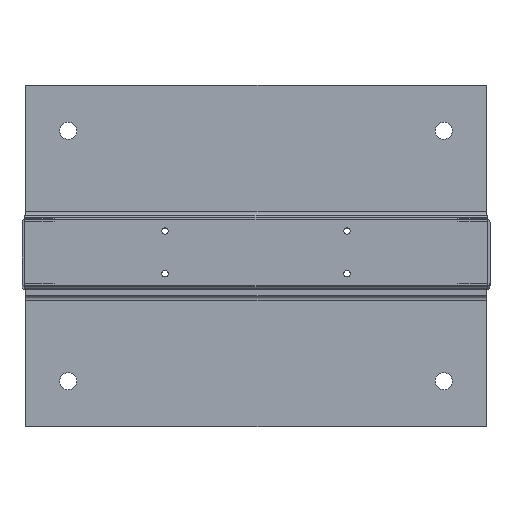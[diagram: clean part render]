
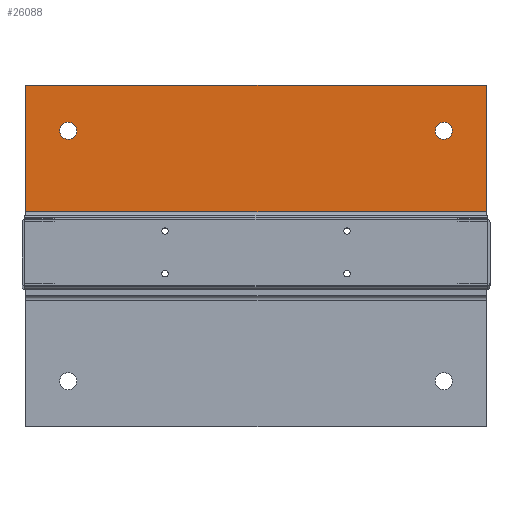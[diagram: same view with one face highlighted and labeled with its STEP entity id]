
A CAD part, top view. The second image highlights one B-rep face of the part: STEP entity #26088.
In plain terms, the highlighted planar face has unit normal (0, 0, 1).
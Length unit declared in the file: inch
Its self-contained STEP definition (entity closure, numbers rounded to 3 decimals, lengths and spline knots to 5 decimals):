
#99 = ORIENTED_EDGE ( 'NONE', *, *, #21962, .T. ) ;
#610 = LINE ( 'NONE', #15636, #38154 ) ;
#2430 = EDGE_CURVE ( 'NONE', #9378, #3416, #610, .T. ) ;
#3416 = VERTEX_POINT ( 'NONE', #13604 ) ;
#4208 = CARTESIAN_POINT ( 'NONE',  ( 8.25, 5.5, -44.7815 ) ) ;
#5009 = AXIS2_PLACEMENT_3D ( 'NONE', #4208, #16857, #12970 ) ;
#7818 = EDGE_CURVE ( 'NONE', #9378, #39553, #48273, .T. ) ;
#8126 = CARTESIAN_POINT ( 'NONE',  ( -8.25, 5.875, -44.7815 ) ) ;
#8826 = DIRECTION ( 'NONE',  ( 0., -1., 0. ) ) ;
#9378 = VERTEX_POINT ( 'NONE', #25042 ) ;
#9552 = VECTOR ( 'NONE', #8826, 39.37008 ) ;
#10012 = EDGE_LOOP ( 'NONE', ( #99 ) ) ;
#12059 = DIRECTION ( 'NONE',  ( -1., 0., 0. ) ) ;
#12970 = DIRECTION ( 'NONE',  ( 0., 1., 0. ) ) ;
#13604 = CARTESIAN_POINT ( 'NONE',  ( 10.125, 1.938, -44.7815 ) ) ;
#13854 = ORIENTED_EDGE ( 'NONE', *, *, #2430, .F. ) ;
#15636 = CARTESIAN_POINT ( 'NONE',  ( 10.125, 1.5, -44.7815 ) ) ;
#15892 = VERTEX_POINT ( 'NONE', #8126 ) ;
#16394 = DIRECTION ( 'NONE',  ( 0., -1., 0. ) ) ;
#16786 = VERTEX_POINT ( 'NONE', #26212 ) ;
#16857 = DIRECTION ( 'NONE',  ( 0., 0., -1. ) ) ;
#17743 = ORIENTED_EDGE ( 'NONE', *, *, #7818, .T. ) ;
#17811 = CARTESIAN_POINT ( 'NONE',  ( -8.25, 5.5, -44.7815 ) ) ;
#18327 = DIRECTION ( 'NONE',  ( 0., 0., -1. ) ) ;
#20315 = EDGE_LOOP ( 'NONE', ( #36284 ) ) ;
#21962 = EDGE_CURVE ( 'NONE', #15892, #15892, #26128, .T. ) ;
#24046 = CARTESIAN_POINT ( 'NONE',  ( 8.25, 5.875, -44.7815 ) ) ;
#24223 = CARTESIAN_POINT ( 'NONE',  ( 10.125, 7.5, -44.7815 ) ) ;
#25042 = CARTESIAN_POINT ( 'NONE',  ( 10.125, 7.5, -44.7815 ) ) ;
#25521 = AXIS2_PLACEMENT_3D ( 'NONE', #28143, #40291, #44689 ) ;
#26088 = ADVANCED_FACE ( 'NONE', ( #28905, #35911, #48308 ), #28390, .F. ) ;
#26128 = CIRCLE ( 'NONE', #27786, 0.375 ) ;
#26203 = ORIENTED_EDGE ( 'NONE', *, *, #47584, .T. ) ;
#26212 = CARTESIAN_POINT ( 'NONE',  ( -10.125, 1.938, -44.7815 ) ) ;
#26457 = DIRECTION ( 'NONE',  ( 1., 0., 0. ) ) ;
#27786 = AXIS2_PLACEMENT_3D ( 'NONE', #17811, #18327, #33594 ) ;
#28143 = CARTESIAN_POINT ( 'NONE',  ( 10.125, 7.5, -44.7815 ) ) ;
#28390 = PLANE ( 'NONE',  #25521 ) ;
#28905 = FACE_OUTER_BOUND ( 'NONE', #35458, .T. ) ;
#28960 = VECTOR ( 'NONE', #26457, 39.37008 ) ;
#29827 = LINE ( 'NONE', #41973, #28960 ) ;
#31378 = CARTESIAN_POINT ( 'NONE',  ( -10.125, 7.5, -44.7815 ) ) ;
#31849 = CARTESIAN_POINT ( 'NONE',  ( -10.125, 7.5, -44.7815 ) ) ;
#33594 = DIRECTION ( 'NONE',  ( 0., 1., 0. ) ) ;
#35150 = EDGE_CURVE ( 'NONE', #39553, #16786, #37013, .T. ) ;
#35377 = ORIENTED_EDGE ( 'NONE', *, *, #35150, .T. ) ;
#35458 = EDGE_LOOP ( 'NONE', ( #26203, #13854, #17743, #35377 ) ) ;
#35911 = FACE_BOUND ( 'NONE', #10012, .T. ) ;
#36284 = ORIENTED_EDGE ( 'NONE', *, *, #41263, .T. ) ;
#37013 = LINE ( 'NONE', #31849, #9552 ) ;
#38154 = VECTOR ( 'NONE', #16394, 39.37008 ) ;
#39553 = VERTEX_POINT ( 'NONE', #31378 ) ;
#39836 = VERTEX_POINT ( 'NONE', #24046 ) ;
#40291 = DIRECTION ( 'NONE',  ( 0., 0., -1. ) ) ;
#40976 = VECTOR ( 'NONE', #12059, 39.37008 ) ;
#41263 = EDGE_CURVE ( 'NONE', #39836, #39836, #46314, .T. ) ;
#41973 = CARTESIAN_POINT ( 'NONE',  ( 10.125, 1.938, -44.7815 ) ) ;
#44689 = DIRECTION ( 'NONE',  ( 0., -1., 0. ) ) ;
#46314 = CIRCLE ( 'NONE', #5009, 0.375 ) ;
#47584 = EDGE_CURVE ( 'NONE', #16786, #3416, #29827, .T. ) ;
#48273 = LINE ( 'NONE', #24223, #40976 ) ;
#48308 = FACE_BOUND ( 'NONE', #20315, .T. ) ;
